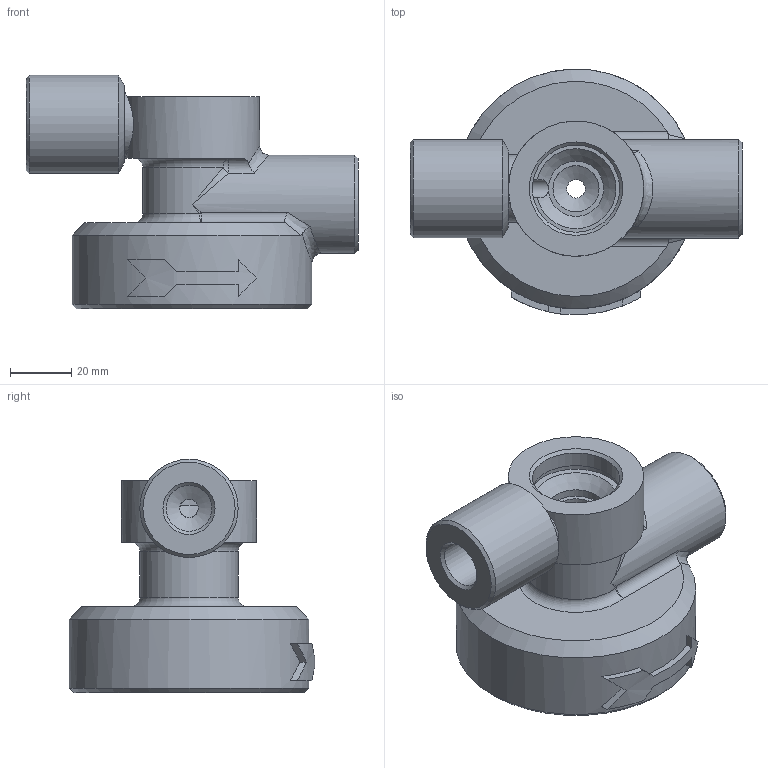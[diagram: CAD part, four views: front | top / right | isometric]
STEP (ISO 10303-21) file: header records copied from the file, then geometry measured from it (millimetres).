
FILE_DESCRIPTION(/* description */ (''),/* implementation_level */ '2;1');
FILE_NAME(/* name */ 'Part 084.stp',/* time_stamp */ '2015-02-24T18:11:27+02:00',/* author */ ('SFC'),/* organization */ (''),/* preprocessor_version */ 'ST-DEVELOPER v15.2',/* originating_system */ 'Autodesk Inventor 2014',/* authorisation */ '');
FILE_SCHEMA (('AUTOMOTIVE_DESIGN { 1 0 10303 214 3 1 1 }'));
Length unit declared in the file: millimetre
Products named in the file (1): Part 084
Bounding box: 108 x 79.96 x 76 mm (x, y, z)
Volume: 155308.8 mm3; surface area: 37905 mm2
Topology: 1 solids, 1 shells, 88 faces, 205 edges, 126 vertices
Faces by surface type: plane 31, cylinder 29, cone 14, bspline 8, sphere 4, torus 2
Full cylindrical faces by diameter (mm): 3 x1, 6 x3, 14.95 x2, 15 x1, 17 x2, 18 x1, 28.38 x1, 30 x1, 32 x2, 44 x1, 55 x1, 60 x1, 62.38 x1, 64 x1, 78 x1
Entity records: 2750 total; most frequent: CARTESIAN_POINT 891, DIRECTION 384, ORIENTED_EDGE 320, AXIS2_PLACEMENT_3D 179, EDGE_CURVE 160, EDGE_LOOP 138, VERTEX_POINT 116, ADVANCED_FACE 88
